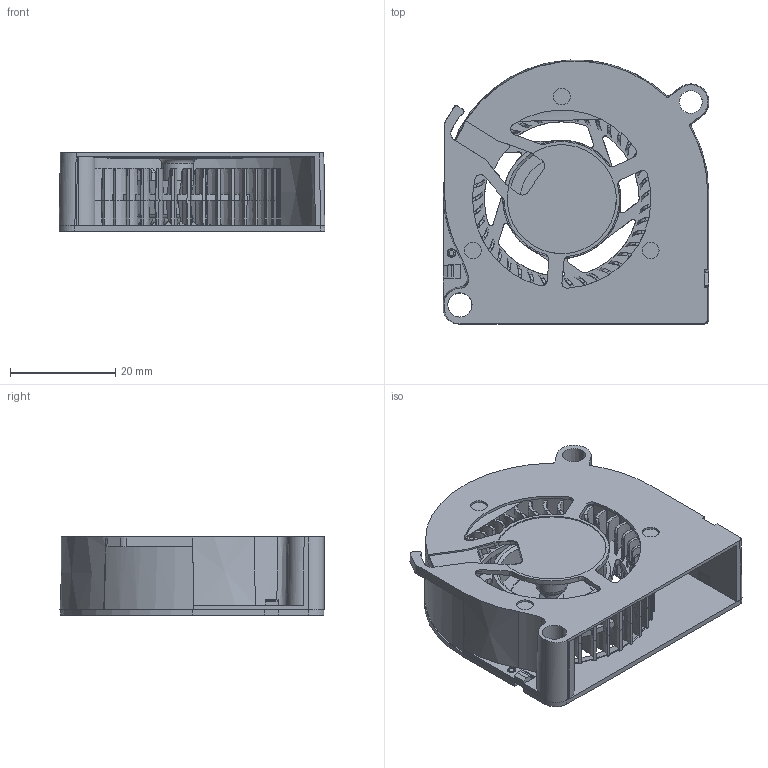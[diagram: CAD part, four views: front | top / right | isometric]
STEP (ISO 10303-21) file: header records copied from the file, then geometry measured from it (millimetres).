
FILE_DESCRIPTION((''),'2;1');
FILE_NAME('08-02-ZP_ASM','2022-08-02T',('Administrator'),(''),'PRO/ENGINEER BY PARAMETRIC TECHNOLOGY CORPORATION, 2005030','PRO/ENGINEER BY PARAMETRIC TECHNOLOGY CORPORATION, 2005030','');
FILE_SCHEMA(('CONFIG_CONTROL_DESIGN'));
Length unit declared in the file: millimetre
Products named in the file (4): 08-01-K; 08-01-SY; 08-02-GZ; 08-02-ZP_ASM
Assembly tree (3 placements, depth 2):
  08-02-ZP_ASM
    08-01-K
    08-01-SY
    08-02-GZ
Bounding box: 50.51 x 50.18 x 14.85 mm (x, y, z)
Volume: 7751.6 mm3; surface area: 18331.9 mm2
Topology: 3 solids, 3 shells, 1028 faces, 2800 edges, 1781 vertices
Faces by surface type: cone 458, plane 376, torus 94, cylinder 57, bspline 41, sphere 2
Entity records: 36186 total; most frequent: CARTESIAN_POINT 11093, ORIENTED_EDGE 5596, DIRECTION 4992, EDGE_CURVE 2798, AXIS2_PLACEMENT_3D 2122, VERTEX_POINT 1781, CIRCLE 1128, EDGE_LOOP 1067
